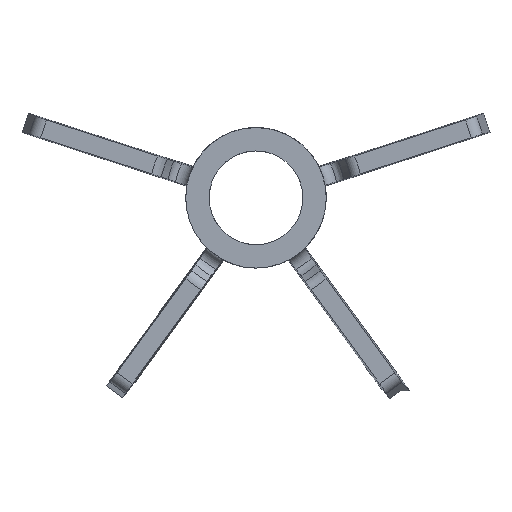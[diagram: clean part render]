
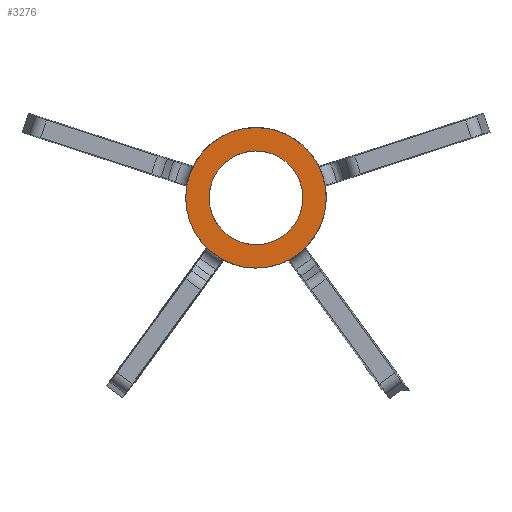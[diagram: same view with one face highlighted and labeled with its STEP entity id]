
A CAD part, front view. The second image highlights one B-rep face of the part: STEP entity #3276.
In plain terms, the highlighted planar face has unit normal (0, -1, 0).
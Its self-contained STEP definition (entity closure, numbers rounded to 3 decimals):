
#3276 = ADVANCED_FACE('',(#3277,#3318),#3292,.T.);
#3277 = FACE_BOUND('',#3278,.T.);
#3278 = EDGE_LOOP('',(#3279,#3303));
#3279 = ORIENTED_EDGE('',*,*,#3280,.T.);
#3280 = EDGE_CURVE('',#3281,#3283,#3285,.T.);
#3281 = VERTEX_POINT('',#3282);
#3282 = CARTESIAN_POINT('',(1245.8,-760.464,1502.114
    ));
#3283 = VERTEX_POINT('',#3284);
#3284 = CARTESIAN_POINT('',(1242.841,-760.464,
    1505.611));
#3285 = SURFACE_CURVE('',#3286,(#3291),.PCURVE_S1.);
#3286 = CIRCLE('',#3287,3.);
#3287 = AXIS2_PLACEMENT_3D('',#3288,#3289,#3290);
#3288 = CARTESIAN_POINT('',(1245.8,-760.464,1505.114
    ));
#3289 = DIRECTION('',(0.,-1.,0.));
#3290 = DIRECTION('',(0.,0.,-1.));
#3291 = PCURVE('',#3292,#3297);
#3292 = PLANE('',#3293);
#3293 = AXIS2_PLACEMENT_3D('',#3294,#3295,#3296);
#3294 = CARTESIAN_POINT('',(1245.8,-760.464,1505.114
    ));
#3295 = DIRECTION('',(0.,-1.,0.));
#3296 = DIRECTION('',(1.,0.,0.));
#3297 = DEFINITIONAL_REPRESENTATION('',(#3298),#3302);
#3298 = CIRCLE('',#3299,3.);
#3299 = AXIS2_PLACEMENT_2D('',#3300,#3301);
#3300 = CARTESIAN_POINT('',(0.,0.));
#3301 = DIRECTION('',(0.,-1.));
#3302 = ( GEOMETRIC_REPRESENTATION_CONTEXT(2) 
PARAMETRIC_REPRESENTATION_CONTEXT() REPRESENTATION_CONTEXT('2D SPACE',''
  ) );
#3303 = ORIENTED_EDGE('',*,*,#3304,.T.);
#3304 = EDGE_CURVE('',#3283,#3281,#3305,.T.);
#3305 = SURFACE_CURVE('',#3306,(#3311),.PCURVE_S1.);
#3306 = CIRCLE('',#3307,3.);
#3307 = AXIS2_PLACEMENT_3D('',#3308,#3309,#3310);
#3308 = CARTESIAN_POINT('',(1245.8,-760.464,1505.114
    ));
#3309 = DIRECTION('',(0.,-1.,0.));
#3310 = DIRECTION('',(0.,0.,-1.));
#3311 = PCURVE('',#3292,#3312);
#3312 = DEFINITIONAL_REPRESENTATION('',(#3313),#3317);
#3313 = CIRCLE('',#3314,3.);
#3314 = AXIS2_PLACEMENT_2D('',#3315,#3316);
#3315 = CARTESIAN_POINT('',(0.,0.));
#3316 = DIRECTION('',(0.,-1.));
#3317 = ( GEOMETRIC_REPRESENTATION_CONTEXT(2) 
PARAMETRIC_REPRESENTATION_CONTEXT() REPRESENTATION_CONTEXT('2D SPACE',''
  ) );
#3318 = FACE_BOUND('',#3319,.T.);
#3319 = EDGE_LOOP('',(#3320,#3339));
#3320 = ORIENTED_EDGE('',*,*,#3321,.F.);
#3321 = EDGE_CURVE('',#3322,#3324,#3326,.T.);
#3322 = VERTEX_POINT('',#3323);
#3323 = CARTESIAN_POINT('',(1245.8,-760.464,1503.114
    ));
#3324 = VERTEX_POINT('',#3325);
#3325 = CARTESIAN_POINT('',(1243.8,-760.464,1505.114
    ));
#3326 = SURFACE_CURVE('',#3327,(#3332),.PCURVE_S1.);
#3327 = CIRCLE('',#3328,2.);
#3328 = AXIS2_PLACEMENT_3D('',#3329,#3330,#3331);
#3329 = CARTESIAN_POINT('',(1245.8,-760.464,1505.114
    ));
#3330 = DIRECTION('',(0.,-1.,0.));
#3331 = DIRECTION('',(0.,0.,-1.));
#3332 = PCURVE('',#3292,#3333);
#3333 = DEFINITIONAL_REPRESENTATION('',(#3334),#3338);
#3334 = CIRCLE('',#3335,2.);
#3335 = AXIS2_PLACEMENT_2D('',#3336,#3337);
#3336 = CARTESIAN_POINT('',(0.,0.));
#3337 = DIRECTION('',(0.,-1.));
#3338 = ( GEOMETRIC_REPRESENTATION_CONTEXT(2) 
PARAMETRIC_REPRESENTATION_CONTEXT() REPRESENTATION_CONTEXT('2D SPACE',''
  ) );
#3339 = ORIENTED_EDGE('',*,*,#3340,.F.);
#3340 = EDGE_CURVE('',#3324,#3322,#3341,.T.);
#3341 = SURFACE_CURVE('',#3342,(#3347),.PCURVE_S1.);
#3342 = CIRCLE('',#3343,2.);
#3343 = AXIS2_PLACEMENT_3D('',#3344,#3345,#3346);
#3344 = CARTESIAN_POINT('',(1245.8,-760.464,1505.114
    ));
#3345 = DIRECTION('',(0.,-1.,0.));
#3346 = DIRECTION('',(0.,0.,-1.));
#3347 = PCURVE('',#3292,#3348);
#3348 = DEFINITIONAL_REPRESENTATION('',(#3349),#3353);
#3349 = CIRCLE('',#3350,2.);
#3350 = AXIS2_PLACEMENT_2D('',#3351,#3352);
#3351 = CARTESIAN_POINT('',(0.,0.));
#3352 = DIRECTION('',(0.,-1.));
#3353 = ( GEOMETRIC_REPRESENTATION_CONTEXT(2) 
PARAMETRIC_REPRESENTATION_CONTEXT() REPRESENTATION_CONTEXT('2D SPACE',''
  ) );
